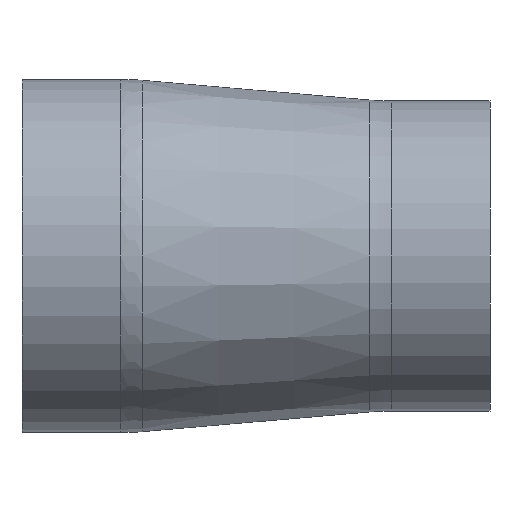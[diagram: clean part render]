
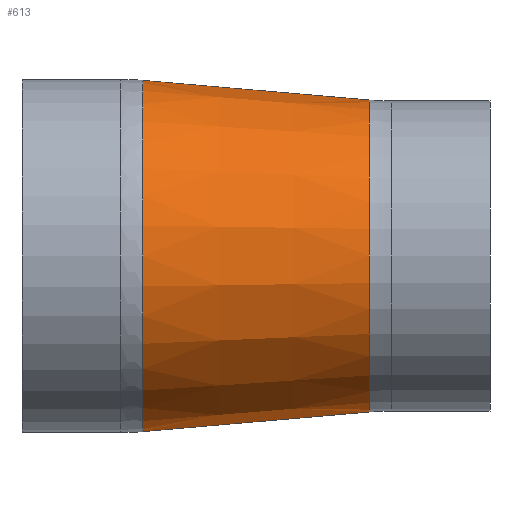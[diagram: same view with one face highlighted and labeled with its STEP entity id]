
A CAD part, front view. The second image highlights one B-rep face of the part: STEP entity #613.
In plain terms, the highlighted conical face has half-angle 4.959 degrees and reference radius 21.331 mm.
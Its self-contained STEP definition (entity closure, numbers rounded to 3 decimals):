
#16 = DIRECTION ( 'NONE',  ( 0., 0., 1. ) ) ;
#18 = EDGE_CURVE ( 'NONE', #401, #457, #620, .T. ) ;
#36 = DIRECTION ( 'NONE',  ( -0.996, 0., 0.086 ) ) ;
#37 = CARTESIAN_POINT ( 'NONE',  ( 15.49, 0., 0. ) ) ;
#68 = EDGE_CURVE ( 'NONE', #401, #432, #108, .T. ) ;
#74 = DIRECTION ( 'NONE',  ( -1., 0., 0. ) ) ;
#79 = CARTESIAN_POINT ( 'NONE',  ( -15.49, 0., 24.019 ) ) ;
#95 = EDGE_CURVE ( 'NONE', #432, #617, #377, .T. ) ;
#108 = CIRCLE ( 'NONE', #465, 21.331 ) ;
#122 = DIRECTION ( 'NONE',  ( -0.996, 0., -0.086 ) ) ;
#128 = FACE_OUTER_BOUND ( 'NONE', #547, .T. ) ;
#154 = CONICAL_SURFACE ( 'NONE', #193, 21.331, 0.087 ) ;
#186 = DIRECTION ( 'NONE',  ( 0., 0., 1. ) ) ;
#193 = AXIS2_PLACEMENT_3D ( 'NONE', #519, #421, #186 ) ;
#202 = CARTESIAN_POINT ( 'NONE',  ( -15.49, 0., -24.019 ) ) ;
#239 = DIRECTION ( 'NONE',  ( -1., 0., 0. ) ) ;
#273 = CIRCLE ( 'NONE', #645, 24.019 ) ;
#277 = CARTESIAN_POINT ( 'NONE',  ( -15.49, 0., 0. ) ) ;
#335 = ORIENTED_EDGE ( 'NONE', *, *, #587, .F. ) ;
#361 = VECTOR ( 'NONE', #36, 1000. ) ;
#365 = CARTESIAN_POINT ( 'NONE',  ( 15.49, 0., -21.331 ) ) ;
#375 = CARTESIAN_POINT ( 'NONE',  ( 15.49, 0., 21.331 ) ) ;
#377 = LINE ( 'NONE', #375, #361 ) ;
#378 = VECTOR ( 'NONE', #122, 1000. ) ;
#401 = VERTEX_POINT ( 'NONE', #409 ) ;
#409 = CARTESIAN_POINT ( 'NONE',  ( 15.49, 0., -21.331 ) ) ;
#421 = DIRECTION ( 'NONE',  ( -1., 0., 0. ) ) ;
#432 = VERTEX_POINT ( 'NONE', #541 ) ;
#457 = VERTEX_POINT ( 'NONE', #202 ) ;
#463 = ORIENTED_EDGE ( 'NONE', *, *, #95, .T. ) ;
#465 = AXIS2_PLACEMENT_3D ( 'NONE', #37, #239, #651 ) ;
#469 = ORIENTED_EDGE ( 'NONE', *, *, #68, .T. ) ;
#519 = CARTESIAN_POINT ( 'NONE',  ( 15.49, 0., 0. ) ) ;
#541 = CARTESIAN_POINT ( 'NONE',  ( 15.49, 0., 21.331 ) ) ;
#547 = EDGE_LOOP ( 'NONE', ( #649, #469, #463, #335 ) ) ;
#587 = EDGE_CURVE ( 'NONE', #457, #617, #273, .T. ) ;
#613 = ADVANCED_FACE ( 'NONE', ( #128 ), #154, .T. ) ;
#617 = VERTEX_POINT ( 'NONE', #79 ) ;
#620 = LINE ( 'NONE', #365, #378 ) ;
#645 = AXIS2_PLACEMENT_3D ( 'NONE', #277, #74, #16 ) ;
#649 = ORIENTED_EDGE ( 'NONE', *, *, #18, .F. ) ;
#651 = DIRECTION ( 'NONE',  ( 0., 0., 1. ) ) ;
